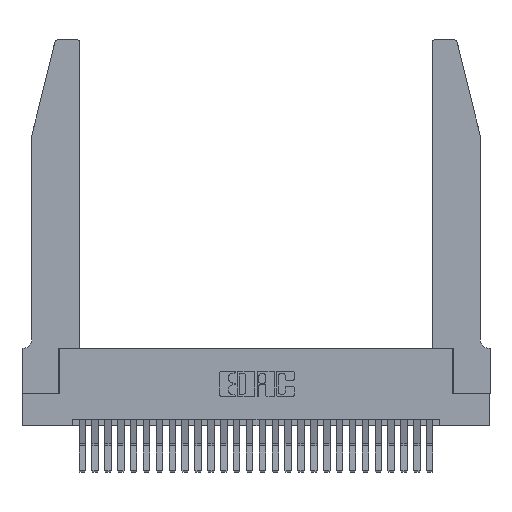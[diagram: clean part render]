
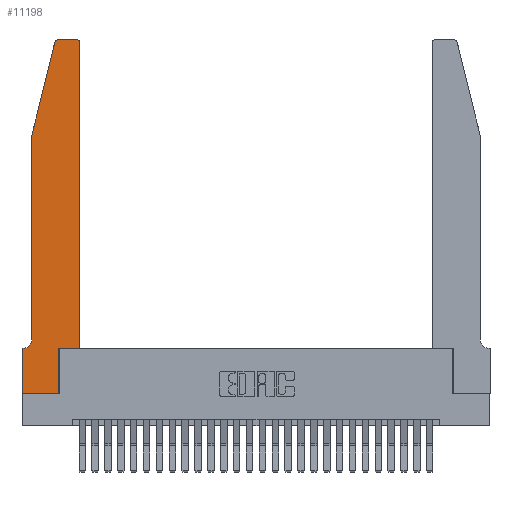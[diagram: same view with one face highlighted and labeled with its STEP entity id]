
A CAD part, top view. The second image highlights one B-rep face of the part: STEP entity #11198.
In plain terms, the highlighted planar face has unit normal (0, 0, 1).
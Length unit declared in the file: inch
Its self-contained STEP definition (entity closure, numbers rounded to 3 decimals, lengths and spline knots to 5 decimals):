
#429 = ORIENTED_EDGE ( 'NONE', *, *, #10203, .T. ) ;
#524 = FACE_OUTER_BOUND ( 'NONE', #10169, .T. ) ;
#663 = EDGE_CURVE ( 'NONE', #21121, #3413, #12718, .T. ) ;
#807 = DIRECTION ( 'NONE',  ( 0., 0., 1. ) ) ;
#1094 = CIRCLE ( 'NONE', #3855, 0.07 ) ;
#1680 = DIRECTION ( 'NONE',  ( 1., 0., 0. ) ) ;
#1726 = VECTOR ( 'NONE', #15064, 39.37008 ) ;
#1740 = VERTEX_POINT ( 'NONE', #22187 ) ;
#2506 = EDGE_CURVE ( 'NONE', #28224, #17735, #27246, .T. ) ;
#3413 = VERTEX_POINT ( 'NONE', #10890 ) ;
#3855 = AXIS2_PLACEMENT_3D ( 'NONE', #7892, #23381, #10162 ) ;
#4001 = CARTESIAN_POINT ( 'NONE',  ( 0., 0., 0.37 ) ) ;
#4416 = EDGE_CURVE ( 'NONE', #7362, #21981, #22050, .T. ) ;
#4935 = VERTEX_POINT ( 'NONE', #27236 ) ;
#5292 = CARTESIAN_POINT ( 'NONE',  ( 0.284, 2.72, 0.37 ) ) ;
#5475 = DIRECTION ( 'NONE',  ( 0., -1., 0. ) ) ;
#5946 = ORIENTED_EDGE ( 'NONE', *, *, #26540, .T. ) ;
#6398 = CARTESIAN_POINT ( 'NONE',  ( 0.0755, 0.42, 0.37 ) ) ;
#6610 = VECTOR ( 'NONE', #7436, 39.37008 ) ;
#6821 = ORIENTED_EDGE ( 'NONE', *, *, #16290, .T. ) ;
#6976 = CIRCLE ( 'NONE', #13134, 0.03 ) ;
#7362 = VERTEX_POINT ( 'NONE', #10319 ) ;
#7436 = DIRECTION ( 'NONE',  ( 1., 0., 0. ) ) ;
#7477 = VECTOR ( 'NONE', #12479, 39.37008 ) ;
#7491 = CARTESIAN_POINT ( 'NONE',  ( 0.284, 2.75, 0.37 ) ) ;
#7588 = DIRECTION ( 'NONE',  ( 1., 0., 0. ) ) ;
#7892 = CARTESIAN_POINT ( 'NONE',  ( 0.0055, 0.42, 0.37 ) ) ;
#8101 = CARTESIAN_POINT ( 'NONE',  ( 0.0755, 0.35, 0.37 ) ) ;
#8321 = ORIENTED_EDGE ( 'NONE', *, *, #8609, .T. ) ;
#8424 = ORIENTED_EDGE ( 'NONE', *, *, #23248, .T. ) ;
#8492 = ORIENTED_EDGE ( 'NONE', *, *, #2506, .T. ) ;
#8609 = EDGE_CURVE ( 'NONE', #4935, #28095, #20137, .T. ) ;
#9072 = CARTESIAN_POINT ( 'NONE',  ( 0.25487, 2.72718, 0.37 ) ) ;
#9332 = VECTOR ( 'NONE', #14428, 39.37008 ) ;
#9601 = PLANE ( 'NONE',  #22049 ) ;
#10162 = DIRECTION ( 'NONE',  ( -1., 0., 0. ) ) ;
#10169 = EDGE_LOOP ( 'NONE', ( #25538, #429, #12822, #25701, #23582, #15731, #5946, #8321, #8424, #15708, #8492, #6821 ) ) ;
#10203 = EDGE_CURVE ( 'NONE', #21981, #21121, #17056, .T. ) ;
#10300 = VECTOR ( 'NONE', #10365, 39.37008 ) ;
#10319 = CARTESIAN_POINT ( 'NONE',  ( 0.4205, 2.75, 0.37 ) ) ;
#10365 = DIRECTION ( 'NONE',  ( -1., 0., 0. ) ) ;
#10850 = VERTEX_POINT ( 'NONE', #21247 ) ;
#10890 = CARTESIAN_POINT ( 'NONE',  ( 0.0755, 2., 0.37 ) ) ;
#11198 = ADVANCED_FACE ( 'NONE', ( #524 ), #9601, .T. ) ;
#12208 = CARTESIAN_POINT ( 'NONE',  ( 0.2865, 0.35, 0.37 ) ) ;
#12479 = DIRECTION ( 'NONE',  ( -0.239, -0.971, 0. ) ) ;
#12718 = LINE ( 'NONE', #18104, #7477 ) ;
#12822 = ORIENTED_EDGE ( 'NONE', *, *, #663, .T. ) ;
#13134 = AXIS2_PLACEMENT_3D ( 'NONE', #28220, #15116, #1680 ) ;
#14228 = VECTOR ( 'NONE', #5475, 39.37008 ) ;
#14240 = CARTESIAN_POINT ( 'NONE',  ( 0., 0.35, 0.37 ) ) ;
#14351 = LINE ( 'NONE', #28165, #1726 ) ;
#14428 = DIRECTION ( 'NONE',  ( 0., 1., 0. ) ) ;
#15064 = DIRECTION ( 'NONE',  ( 0., -1., 0. ) ) ;
#15116 = DIRECTION ( 'NONE',  ( 0., 0., 1. ) ) ;
#15250 = VERTEX_POINT ( 'NONE', #20303 ) ;
#15487 = LINE ( 'NONE', #8101, #20691 ) ;
#15708 = ORIENTED_EDGE ( 'NONE', *, *, #16035, .T. ) ;
#15731 = ORIENTED_EDGE ( 'NONE', *, *, #25314, .T. ) ;
#16035 = EDGE_CURVE ( 'NONE', #15250, #28224, #24294, .T. ) ;
#16290 = EDGE_CURVE ( 'NONE', #17735, #7362, #6976, .T. ) ;
#16479 = DIRECTION ( 'NONE',  ( 1., 0., 0. ) ) ;
#16550 = CARTESIAN_POINT ( 'NONE',  ( 0.4505, 0.35, 0.37 ) ) ;
#16604 = CARTESIAN_POINT ( 'NONE',  ( 0.0755, 2., 0.37 ) ) ;
#16723 = VERTEX_POINT ( 'NONE', #6398 ) ;
#17056 = CIRCLE ( 'NONE', #25130, 0.03 ) ;
#17148 = EDGE_CURVE ( 'NONE', #3413, #16723, #25924, .T. ) ;
#17735 = VERTEX_POINT ( 'NONE', #25020 ) ;
#18104 = CARTESIAN_POINT ( 'NONE',  ( 0.0755, 2., 0.37 ) ) ;
#18530 = CARTESIAN_POINT ( 'NONE',  ( 0.4505, 0.35, 0.37 ) ) ;
#19095 = CARTESIAN_POINT ( 'NONE',  ( 0.2605, 2.75, 0.37 ) ) ;
#19398 = DIRECTION ( 'NONE',  ( -1., 0., 0. ) ) ;
#19624 = EDGE_CURVE ( 'NONE', #16723, #1740, #1094, .T. ) ;
#20137 = LINE ( 'NONE', #4001, #25247 ) ;
#20303 = CARTESIAN_POINT ( 'NONE',  ( 0.2865, 0.35, 0.37 ) ) ;
#20485 = CARTESIAN_POINT ( 'NONE',  ( 0.4505, 0.35, 0.37 ) ) ;
#20691 = VECTOR ( 'NONE', #19398, 39.37008 ) ;
#20901 = DIRECTION ( 'NONE',  ( 0., 0., 1. ) ) ;
#21121 = VERTEX_POINT ( 'NONE', #9072 ) ;
#21147 = LINE ( 'NONE', #12208, #9332 ) ;
#21247 = CARTESIAN_POINT ( 'NONE',  ( 0., 0.35, 0.37 ) ) ;
#21839 = DIRECTION ( 'NONE',  ( 1., 0., 0. ) ) ;
#21981 = VERTEX_POINT ( 'NONE', #7491 ) ;
#22049 = AXIS2_PLACEMENT_3D ( 'NONE', #14240, #807, #16479 ) ;
#22050 = LINE ( 'NONE', #19095, #10300 ) ;
#22145 = VECTOR ( 'NONE', #25187, 39.37008 ) ;
#22187 = CARTESIAN_POINT ( 'NONE',  ( 0.0055, 0.35, 0.37 ) ) ;
#22863 = CARTESIAN_POINT ( 'NONE',  ( 0.2865, 0., 0.37 ) ) ;
#23248 = EDGE_CURVE ( 'NONE', #28095, #15250, #21147, .T. ) ;
#23381 = DIRECTION ( 'NONE',  ( 0., 0., -1. ) ) ;
#23582 = ORIENTED_EDGE ( 'NONE', *, *, #19624, .T. ) ;
#24294 = LINE ( 'NONE', #18530, #6610 ) ;
#25020 = CARTESIAN_POINT ( 'NONE',  ( 0.4505, 2.72, 0.37 ) ) ;
#25130 = AXIS2_PLACEMENT_3D ( 'NONE', #5292, #20901, #7588 ) ;
#25187 = DIRECTION ( 'NONE',  ( 0., 1., 0. ) ) ;
#25247 = VECTOR ( 'NONE', #21839, 39.37008 ) ;
#25314 = EDGE_CURVE ( 'NONE', #1740, #10850, #15487, .T. ) ;
#25538 = ORIENTED_EDGE ( 'NONE', *, *, #4416, .T. ) ;
#25701 = ORIENTED_EDGE ( 'NONE', *, *, #17148, .T. ) ;
#25924 = LINE ( 'NONE', #16604, #14228 ) ;
#26540 = EDGE_CURVE ( 'NONE', #10850, #4935, #14351, .T. ) ;
#27236 = CARTESIAN_POINT ( 'NONE',  ( 0., 0., 0.37 ) ) ;
#27246 = LINE ( 'NONE', #16550, #22145 ) ;
#28095 = VERTEX_POINT ( 'NONE', #22863 ) ;
#28165 = CARTESIAN_POINT ( 'NONE',  ( 0., 0., 0.37 ) ) ;
#28220 = CARTESIAN_POINT ( 'NONE',  ( 0.4205, 2.72, 0.37 ) ) ;
#28224 = VERTEX_POINT ( 'NONE', #20485 ) ;
